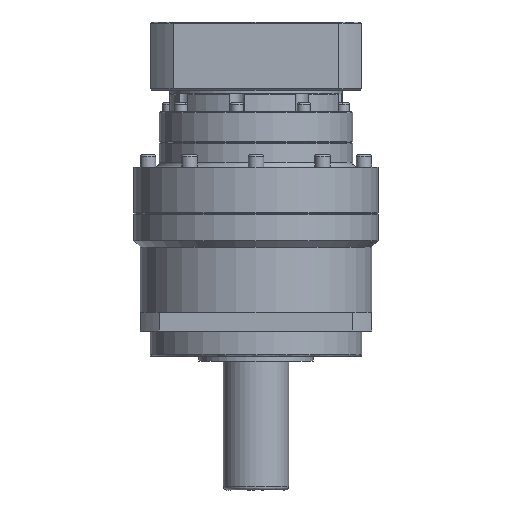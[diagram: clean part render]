
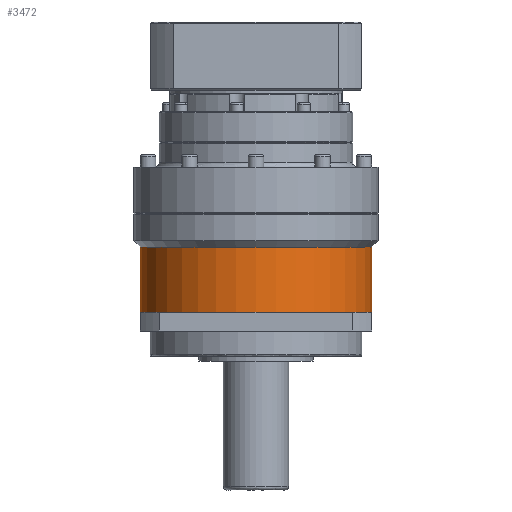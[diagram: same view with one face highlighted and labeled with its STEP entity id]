
A CAD part, front view. The second image highlights one B-rep face of the part: STEP entity #3472.
In plain terms, the highlighted cylindrical face has radius 71 mm (diameter 142 mm), a partial arc.
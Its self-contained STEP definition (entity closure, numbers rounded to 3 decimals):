
#682 = VECTOR ( 'NONE', #9253, 1000. ) ;
#2390 = ORIENTED_EDGE ( 'NONE', *, *, #20371, .T. ) ;
#3472 = ADVANCED_FACE ( 'NONE', ( #3600 ), #19516, .T. ) ;
#3529 = EDGE_CURVE ( 'NONE', #29086, #7748, #6908, .T. ) ;
#3530 = CARTESIAN_POINT ( 'NONE',  ( 71., 0., -21.5 ) ) ;
#3600 = FACE_OUTER_BOUND ( 'NONE', #28192, .T. ) ;
#4015 = DIRECTION ( 'NONE',  ( 0., 0., 1. ) ) ;
#4121 = LINE ( 'NONE', #11293, #16766 ) ;
#4183 = CARTESIAN_POINT ( 'NONE',  ( 0., 0., -21.5 ) ) ;
#4985 = VERTEX_POINT ( 'NONE', #3530 ) ;
#5364 = ORIENTED_EDGE ( 'NONE', *, *, #9528, .T. ) ;
#5571 = CARTESIAN_POINT ( 'NONE',  ( -71., 0., -21.5 ) ) ;
#6118 = CARTESIAN_POINT ( 'NONE',  ( 71., 0., 18.5 ) ) ;
#6318 = AXIS2_PLACEMENT_3D ( 'NONE', #4183, #20682, #6549 ) ;
#6549 = DIRECTION ( 'NONE',  ( 1., 0., 0. ) ) ;
#6908 = LINE ( 'NONE', #9551, #682 ) ;
#7313 = VERTEX_POINT ( 'NONE', #6118 ) ;
#7748 = VERTEX_POINT ( 'NONE', #27610 ) ;
#9061 = DIRECTION ( 'NONE',  ( 0., 0., -1. ) ) ;
#9253 = DIRECTION ( 'NONE',  ( 0., 0., 1. ) ) ;
#9528 = EDGE_CURVE ( 'NONE', #10953, #4985, #22456, .T. ) ;
#9551 = CARTESIAN_POINT ( 'NONE',  ( -71., 0., -21.5 ) ) ;
#9905 = DIRECTION ( 'NONE',  ( 0., 0., 1. ) ) ;
#10294 = ORIENTED_EDGE ( 'NONE', *, *, #26561, .T. ) ;
#10920 = ORIENTED_EDGE ( 'NONE', *, *, #22605, .T. ) ;
#10953 = VERTEX_POINT ( 'NONE', #11529 ) ;
#11043 = CIRCLE ( 'NONE', #6318, 71. ) ;
#11293 = CARTESIAN_POINT ( 'NONE',  ( 71., 0., -21.5 ) ) ;
#11529 = CARTESIAN_POINT ( 'NONE',  ( 0., -71., -21.5 ) ) ;
#11530 = DIRECTION ( 'NONE',  ( 1., 0., 0. ) ) ;
#13138 = CARTESIAN_POINT ( 'NONE',  ( 0., 0., -21.5 ) ) ;
#14228 = DIRECTION ( 'NONE',  ( 0., 0., 1. ) ) ;
#16766 = VECTOR ( 'NONE', #4015, 1000. ) ;
#19516 = CYLINDRICAL_SURFACE ( 'NONE', #23152, 71. ) ;
#19555 = AXIS2_PLACEMENT_3D ( 'NONE', #22965, #9061, #25248 ) ;
#20371 = EDGE_CURVE ( 'NONE', #29086, #10953, #11043, .T. ) ;
#20682 = DIRECTION ( 'NONE',  ( 0., 0., 1. ) ) ;
#22456 = CIRCLE ( 'NONE', #28493, 71. ) ;
#22605 = EDGE_CURVE ( 'NONE', #7313, #7748, #26459, .T. ) ;
#22965 = CARTESIAN_POINT ( 'NONE',  ( 0., 0., 18.5 ) ) ;
#23152 = AXIS2_PLACEMENT_3D ( 'NONE', #13138, #14228, #11530 ) ;
#23405 = ORIENTED_EDGE ( 'NONE', *, *, #3529, .F. ) ;
#23811 = CARTESIAN_POINT ( 'NONE',  ( 0., 0., -21.5 ) ) ;
#25248 = DIRECTION ( 'NONE',  ( 1., 0., 0. ) ) ;
#26089 = DIRECTION ( 'NONE',  ( 1., 0., 0. ) ) ;
#26459 = CIRCLE ( 'NONE', #19555, 71. ) ;
#26561 = EDGE_CURVE ( 'NONE', #4985, #7313, #4121, .T. ) ;
#27610 = CARTESIAN_POINT ( 'NONE',  ( -71., 0., 18.5 ) ) ;
#28192 = EDGE_LOOP ( 'NONE', ( #23405, #2390, #5364, #10294, #10920 ) ) ;
#28493 = AXIS2_PLACEMENT_3D ( 'NONE', #23811, #9905, #26089 ) ;
#29086 = VERTEX_POINT ( 'NONE', #5571 ) ;
